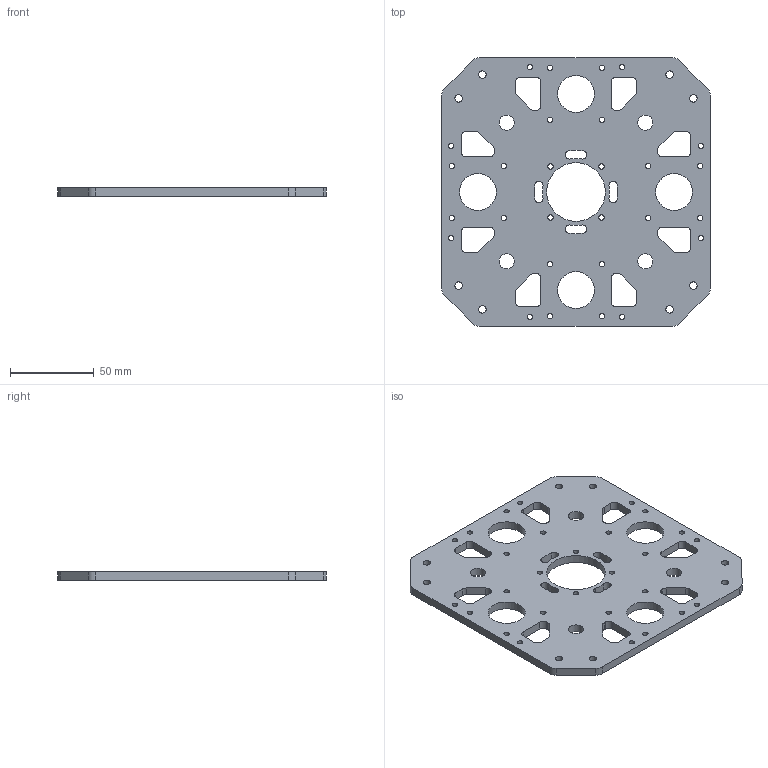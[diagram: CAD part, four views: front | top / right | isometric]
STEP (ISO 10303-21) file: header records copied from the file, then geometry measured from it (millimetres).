
FILE_DESCRIPTION(/* description */ ('Unknown'),/* implementation_level */ '2;1');
FILE_NAME(/* name */ 'SoporteMotores',/* time_stamp */ '2023-12-12T01:35:04+01:00',/* author */ ('Unknown'),/* organization */ ('Unknown'),/* preprocessor_version */ 'ST-DEVELOPER v18.102',/* originating_system */ 'Solid Edge',/* authorisation */ 'Unknown');
FILE_SCHEMA (('AUTOMOTIVE_DESIGN {1 0 10303 214 3 1 1}'));
Length unit declared in the file: millimetre
Products named in the file (1): SoporteMotores
Bounding box: 160 x 160 x 5 mm (x, y, z)
Volume: 97590.5 mm3; surface area: 49491.2 mm2
Topology: 1 solids, 1 shells, 159 faces, 501 edges, 344 vertices
Faces by surface type: cylinder 109, plane 50
Full cylindrical faces by diameter (mm): 3.2 x28, 4.5 x8, 9 x4, 22 x4, 35 x1
Entity records: 5456 total; most frequent: DIRECTION 964, CARTESIAN_POINT 900, ORIENTED_EDGE 852, EDGE_CURVE 426, AXIS2_PLACEMENT_3D 378, EDGE_LOOP 318, FACE_BOUND 318, VERTEX_POINT 314
